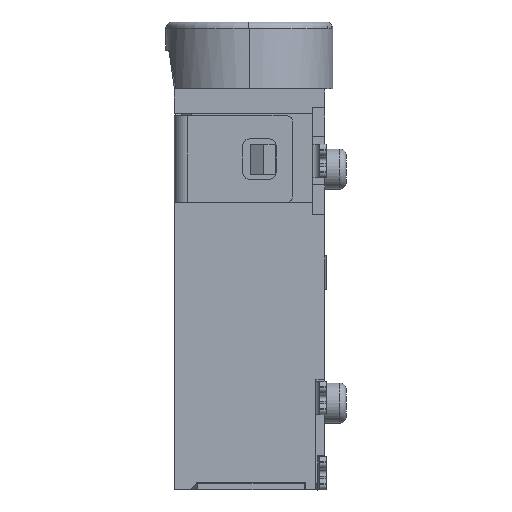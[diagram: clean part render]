
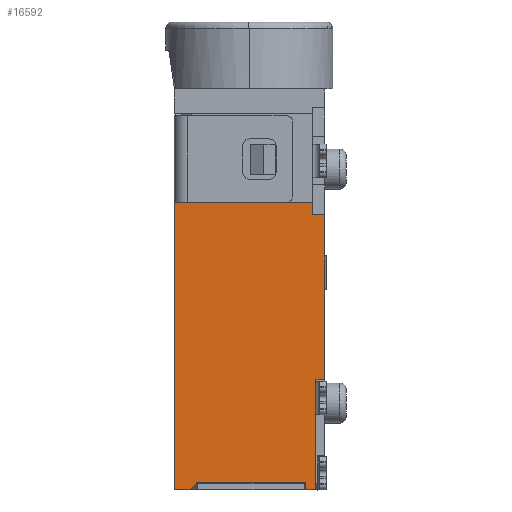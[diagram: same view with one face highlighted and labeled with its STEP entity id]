
A CAD part, left-side view. The second image highlights one B-rep face of the part: STEP entity #16592.
In plain terms, the highlighted planar face has unit normal (-1, 0, 0).
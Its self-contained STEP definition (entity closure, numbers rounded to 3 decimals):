
#10 = ORIENTED_EDGE ( 'NONE', *, *, #14912, .T. ) ;
#241 = EDGE_CURVE ( 'NONE', #13916, #1523, #19323, .T. ) ;
#257 = EDGE_CURVE ( 'NONE', #9128, #8212, #14656, .T. ) ;
#260 = ORIENTED_EDGE ( 'NONE', *, *, #19143, .F. ) ;
#266 = EDGE_CURVE ( 'NONE', #15267, #6449, #5267, .T. ) ;
#371 = CARTESIAN_POINT ( 'NONE',  ( -3.225, -2.25, -10.7 ) ) ;
#922 = DIRECTION ( 'NONE',  ( 0., 0., 1. ) ) ;
#932 = DIRECTION ( 'NONE',  ( 0., -1., 0. ) ) ;
#1011 = CARTESIAN_POINT ( 'NONE',  ( -3.225, 0., -9.685 ) ) ;
#1032 = ORIENTED_EDGE ( 'NONE', *, *, #10303, .F. ) ;
#1070 = VERTEX_POINT ( 'NONE', #14301 ) ;
#1165 = CARTESIAN_POINT ( 'NONE',  ( -3.225, -1.88, -5.4 ) ) ;
#1222 = PLANE ( 'NONE',  #14967 ) ;
#1298 = VECTOR ( 'NONE', #17772, 1000. ) ;
#1523 = VERTEX_POINT ( 'NONE', #15934 ) ;
#1604 = EDGE_CURVE ( 'NONE', #18559, #2319, #11700, .T. ) ;
#1687 = VECTOR ( 'NONE', #922, 1000. ) ;
#1737 = VECTOR ( 'NONE', #12554, 1000. ) ;
#1979 = DIRECTION ( 'NONE',  ( 0., 0., 1. ) ) ;
#2319 = VERTEX_POINT ( 'NONE', #15108 ) ;
#2414 = VECTOR ( 'NONE', #1979, 1000. ) ;
#2667 = DIRECTION ( 'NONE',  ( 0., 0., 1. ) ) ;
#3168 = CARTESIAN_POINT ( 'NONE',  ( -3.225, -1.88, -5.766 ) ) ;
#3237 = LINE ( 'NONE', #13966, #5133 ) ;
#3471 = LINE ( 'NONE', #5112, #3991 ) ;
#3475 = ORIENTED_EDGE ( 'NONE', *, *, #4123, .F. ) ;
#3483 = LINE ( 'NONE', #9769, #1737 ) ;
#3729 = DIRECTION ( 'NONE',  ( 0., -1., 0. ) ) ;
#3991 = VECTOR ( 'NONE', #13055, 1000. ) ;
#4123 = EDGE_CURVE ( 'NONE', #9128, #13916, #19427, .T. ) ;
#4543 = CARTESIAN_POINT ( 'NONE',  ( -3.225, -1.99, -10.7 ) ) ;
#4564 = ORIENTED_EDGE ( 'NONE', *, *, #241, .F. ) ;
#4645 = CARTESIAN_POINT ( 'NONE',  ( -3.225, 2.25, -14. ) ) ;
#5112 = CARTESIAN_POINT ( 'NONE',  ( -3.225, -1.67, -13.77 ) ) ;
#5133 = VECTOR ( 'NONE', #6025, 1000. ) ;
#5143 = CARTESIAN_POINT ( 'NONE',  ( -3.225, -1.88, -5.4 ) ) ;
#5267 = LINE ( 'NONE', #8359, #14260 ) ;
#6025 = DIRECTION ( 'NONE',  ( 0., -1., 0. ) ) ;
#6366 = CARTESIAN_POINT ( 'NONE',  ( -3.225, 2.25, -5.4 ) ) ;
#6449 = VERTEX_POINT ( 'NONE', #10872 ) ;
#7171 = ORIENTED_EDGE ( 'NONE', *, *, #15713, .T. ) ;
#7313 = LINE ( 'NONE', #7515, #12586 ) ;
#7453 = DIRECTION ( 'NONE',  ( 0., 0., -1. ) ) ;
#7515 = CARTESIAN_POINT ( 'NONE',  ( -3.225, 1.77, -14. ) ) ;
#8212 = VERTEX_POINT ( 'NONE', #9810 ) ;
#8298 = EDGE_CURVE ( 'NONE', #6449, #19853, #7313, .T. ) ;
#8359 = CARTESIAN_POINT ( 'NONE',  ( -3.225, 2.25, -14. ) ) ;
#8761 = LINE ( 'NONE', #16707, #1687 ) ;
#8879 = ORIENTED_EDGE ( 'NONE', *, *, #12436, .F. ) ;
#9105 = LINE ( 'NONE', #1165, #12702 ) ;
#9115 = VECTOR ( 'NONE', #19650, 1000. ) ;
#9128 = VERTEX_POINT ( 'NONE', #371 ) ;
#9170 = DIRECTION ( 'NONE',  ( 0., -0.707, 0.707 ) ) ;
#9256 = DIRECTION ( 'NONE',  ( 0., 0., -1. ) ) ;
#9410 = LINE ( 'NONE', #14760, #19540 ) ;
#9633 = ORIENTED_EDGE ( 'NONE', *, *, #10702, .F. ) ;
#9670 = LINE ( 'NONE', #6366, #20086 ) ;
#9769 = CARTESIAN_POINT ( 'NONE',  ( -3.225, 1.57, -13.77 ) ) ;
#9810 = CARTESIAN_POINT ( 'NONE',  ( -3.225, -2.25, -5.766 ) ) ;
#9940 = ORIENTED_EDGE ( 'NONE', *, *, #266, .T. ) ;
#10020 = CARTESIAN_POINT ( 'NONE',  ( -3.225, -2.25, -10.7 ) ) ;
#10303 = EDGE_CURVE ( 'NONE', #1070, #18202, #3471, .T. ) ;
#10702 = EDGE_CURVE ( 'NONE', #15943, #1070, #8761, .T. ) ;
#10872 = CARTESIAN_POINT ( 'NONE',  ( -3.225, 1.77, -14. ) ) ;
#11224 = EDGE_LOOP ( 'NONE', ( #15357, #13732, #260, #12417, #7171, #9940, #18908, #8879, #1032, #9633, #10, #4564, #3475 ) ) ;
#11624 = VECTOR ( 'NONE', #11664, 1000. ) ;
#11664 = DIRECTION ( 'NONE',  ( 0., 0., -1. ) ) ;
#11700 = LINE ( 'NONE', #16645, #9115 ) ;
#12031 = CARTESIAN_POINT ( 'NONE',  ( -3.225, -1.67, -14. ) ) ;
#12156 = FACE_OUTER_BOUND ( 'NONE', #11224, .T. ) ;
#12417 = ORIENTED_EDGE ( 'NONE', *, *, #1604, .T. ) ;
#12436 = EDGE_CURVE ( 'NONE', #18202, #19853, #3483, .T. ) ;
#12468 = DIRECTION ( 'NONE',  ( -1., 0., 0. ) ) ;
#12554 = DIRECTION ( 'NONE',  ( 0., 0., -1. ) ) ;
#12586 = VECTOR ( 'NONE', #9170, 1000. ) ;
#12702 = VECTOR ( 'NONE', #7453, 1000. ) ;
#13055 = DIRECTION ( 'NONE',  ( 0., 1., 0. ) ) ;
#13732 = ORIENTED_EDGE ( 'NONE', *, *, #17680, .F. ) ;
#13916 = VERTEX_POINT ( 'NONE', #4543 ) ;
#13966 = CARTESIAN_POINT ( 'NONE',  ( -3.225, -1.88, -5.766 ) ) ;
#14260 = VECTOR ( 'NONE', #3729, 1000. ) ;
#14301 = CARTESIAN_POINT ( 'NONE',  ( -3.225, -1.67, -13.77 ) ) ;
#14656 = LINE ( 'NONE', #16108, #2414 ) ;
#14760 = CARTESIAN_POINT ( 'NONE',  ( -3.225, -1.67, -14. ) ) ;
#14912 = EDGE_CURVE ( 'NONE', #15943, #1523, #9410, .T. ) ;
#14967 = AXIS2_PLACEMENT_3D ( 'NONE', #1011, #12468, #2667 ) ;
#15108 = CARTESIAN_POINT ( 'NONE',  ( -3.225, 2.25, -5.4 ) ) ;
#15267 = VERTEX_POINT ( 'NONE', #4645 ) ;
#15357 = ORIENTED_EDGE ( 'NONE', *, *, #257, .T. ) ;
#15713 = EDGE_CURVE ( 'NONE', #2319, #15267, #9670, .T. ) ;
#15934 = CARTESIAN_POINT ( 'NONE',  ( -3.225, -1.99, -14. ) ) ;
#15943 = VERTEX_POINT ( 'NONE', #12031 ) ;
#16108 = CARTESIAN_POINT ( 'NONE',  ( -3.225, -2.25, -10.7 ) ) ;
#16204 = CARTESIAN_POINT ( 'NONE',  ( -3.225, 1.57, -13.77 ) ) ;
#16207 = CARTESIAN_POINT ( 'NONE',  ( -3.225, -1.99, -10.7 ) ) ;
#16592 = ADVANCED_FACE ( 'NONE', ( #12156 ), #1222, .T. ) ;
#16645 = CARTESIAN_POINT ( 'NONE',  ( -3.225, -1.88, -5.4 ) ) ;
#16707 = CARTESIAN_POINT ( 'NONE',  ( -3.225, -1.67, -14. ) ) ;
#16794 = CARTESIAN_POINT ( 'NONE',  ( -3.225, 1.57, -13.8 ) ) ;
#17680 = EDGE_CURVE ( 'NONE', #19020, #8212, #3237, .T. ) ;
#17772 = DIRECTION ( 'NONE',  ( 0., 1., 0. ) ) ;
#18202 = VERTEX_POINT ( 'NONE', #16204 ) ;
#18559 = VERTEX_POINT ( 'NONE', #5143 ) ;
#18908 = ORIENTED_EDGE ( 'NONE', *, *, #8298, .T. ) ;
#19020 = VERTEX_POINT ( 'NONE', #3168 ) ;
#19143 = EDGE_CURVE ( 'NONE', #18559, #19020, #9105, .T. ) ;
#19323 = LINE ( 'NONE', #16207, #11624 ) ;
#19427 = LINE ( 'NONE', #10020, #1298 ) ;
#19540 = VECTOR ( 'NONE', #932, 1000. ) ;
#19650 = DIRECTION ( 'NONE',  ( 0., 1., 0. ) ) ;
#19853 = VERTEX_POINT ( 'NONE', #16794 ) ;
#20086 = VECTOR ( 'NONE', #9256, 1000. ) ;
